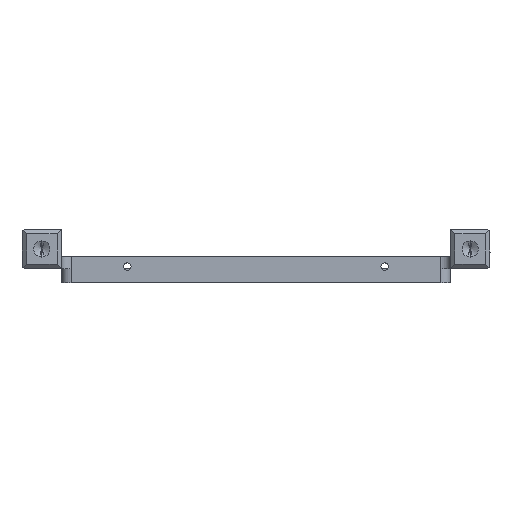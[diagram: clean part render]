
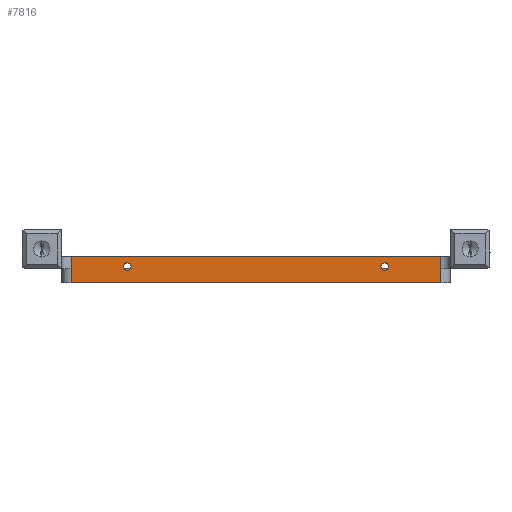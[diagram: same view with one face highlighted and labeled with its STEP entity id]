
A CAD part, front view. The second image highlights one B-rep face of the part: STEP entity #7816.
In plain terms, the highlighted planar face has unit normal (0, -1, 0).
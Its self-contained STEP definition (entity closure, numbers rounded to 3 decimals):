
#118 = CARTESIAN_POINT ( 'NONE',  ( -27.5, -49.75, -0.3 ) ) ;
#732 = DIRECTION ( 'NONE',  ( -1., 0., 0. ) ) ;
#1040 = VECTOR ( 'NONE', #27133, 1000. ) ;
#1052 = AXIS2_PLACEMENT_3D ( 'NONE', #9568, #22741, #35894 ) ;
#1401 = CARTESIAN_POINT ( 'NONE',  ( 0., -49.75, 2.6 ) ) ;
#1473 = CARTESIAN_POINT ( 'NONE',  ( 27.5, -49.75, -0.3 ) ) ;
#2483 = ORIENTED_EDGE ( 'NONE', *, *, #33788, .F. ) ;
#3102 = VECTOR ( 'NONE', #28966, 1000. ) ;
#3543 = CARTESIAN_POINT ( 'NONE',  ( 0., -49.75, -3. ) ) ;
#4029 = VERTEX_POINT ( 'NONE', #25335 ) ;
#4048 = CARTESIAN_POINT ( 'NONE',  ( -39.5, -49.75, -3. ) ) ;
#4629 = FACE_OUTER_BOUND ( 'NONE', #8165, .T. ) ;
#4656 = AXIS2_PLACEMENT_3D ( 'NONE', #10032, #36364, #17156 ) ;
#5031 = FACE_BOUND ( 'NONE', #12941, .T. ) ;
#5832 = CIRCLE ( 'NONE', #1052, 0.8 ) ;
#5988 = EDGE_LOOP ( 'NONE', ( #10615, #17530 ) ) ;
#6403 = VERTEX_POINT ( 'NONE', #4048 ) ;
#6531 = CIRCLE ( 'NONE', #30620, 0.8 ) ;
#6668 = CARTESIAN_POINT ( 'NONE',  ( 0., -49.75, 2.6 ) ) ;
#7419 = ORIENTED_EDGE ( 'NONE', *, *, #23865, .T. ) ;
#7585 = DIRECTION ( 'NONE',  ( 0., 0., 1. ) ) ;
#7816 = ADVANCED_FACE ( 'NONE', ( #5031, #30927, #4629 ), #17795, .T. ) ;
#8165 = EDGE_LOOP ( 'NONE', ( #15311, #10431, #2483, #40990, #7419, #29492 ) ) ;
#8465 = LINE ( 'NONE', #27280, #37746 ) ;
#8912 = AXIS2_PLACEMENT_3D ( 'NONE', #28243, #28037, #25026 ) ;
#9010 = VECTOR ( 'NONE', #7585, 1000. ) ;
#9568 = CARTESIAN_POINT ( 'NONE',  ( -27.5, -49.75, 0.5 ) ) ;
#9914 = CARTESIAN_POINT ( 'NONE',  ( -39.5, -49.75, 2.6 ) ) ;
#10032 = CARTESIAN_POINT ( 'NONE',  ( -27.5, -49.75, 0.5 ) ) ;
#10431 = ORIENTED_EDGE ( 'NONE', *, *, #42444, .T. ) ;
#10615 = ORIENTED_EDGE ( 'NONE', *, *, #30735, .F. ) ;
#11220 = DIRECTION ( 'NONE',  ( 0., -1., 0. ) ) ;
#11298 = DIRECTION ( 'NONE',  ( 0., 0., -1. ) ) ;
#12189 = CARTESIAN_POINT ( 'NONE',  ( -27.5, -49.75, 1.3 ) ) ;
#12941 = EDGE_LOOP ( 'NONE', ( #23798, #33542 ) ) ;
#13402 = EDGE_CURVE ( 'NONE', #30110, #23196, #13987, .T. ) ;
#13469 = CARTESIAN_POINT ( 'NONE',  ( 39.5, -49.75, 0. ) ) ;
#13987 = LINE ( 'NONE', #6668, #1040 ) ;
#15311 = ORIENTED_EDGE ( 'NONE', *, *, #13402, .T. ) ;
#15615 = VERTEX_POINT ( 'NONE', #30051 ) ;
#17156 = DIRECTION ( 'NONE',  ( 0., 0., -1. ) ) ;
#17530 = ORIENTED_EDGE ( 'NONE', *, *, #18993, .F. ) ;
#17795 = PLANE ( 'NONE',  #27506 ) ;
#18993 = EDGE_CURVE ( 'NONE', #4029, #36498, #29590, .T. ) ;
#21034 = DIRECTION ( 'NONE',  ( 0., -1., 0. ) ) ;
#22741 = DIRECTION ( 'NONE',  ( 0., -1., 0. ) ) ;
#23196 = VERTEX_POINT ( 'NONE', #9914 ) ;
#23798 = ORIENTED_EDGE ( 'NONE', *, *, #41321, .F. ) ;
#23865 = EDGE_CURVE ( 'NONE', #15615, #36136, #36949, .T. ) ;
#25026 = DIRECTION ( 'NONE',  ( 0., 0., -1. ) ) ;
#25335 = CARTESIAN_POINT ( 'NONE',  ( 27.5, -49.75, 1.3 ) ) ;
#27133 = DIRECTION ( 'NONE',  ( -1., 0., 0. ) ) ;
#27280 = CARTESIAN_POINT ( 'NONE',  ( -39.5, -49.75, 0. ) ) ;
#27487 = DIRECTION ( 'NONE',  ( 1., 0., 0. ) ) ;
#27506 = AXIS2_PLACEMENT_3D ( 'NONE', #1401, #21034, #27487 ) ;
#28037 = DIRECTION ( 'NONE',  ( 0., -1., 0. ) ) ;
#28243 = CARTESIAN_POINT ( 'NONE',  ( 27.5, -49.75, 0.5 ) ) ;
#28469 = VERTEX_POINT ( 'NONE', #12189 ) ;
#28966 = DIRECTION ( 'NONE',  ( 0., 0., 1. ) ) ;
#29249 = CARTESIAN_POINT ( 'NONE',  ( -39.5, -49.75, 0. ) ) ;
#29492 = ORIENTED_EDGE ( 'NONE', *, *, #29869, .T. ) ;
#29590 = CIRCLE ( 'NONE', #8912, 0.8 ) ;
#29869 = EDGE_CURVE ( 'NONE', #36136, #30110, #38318, .T. ) ;
#30051 = CARTESIAN_POINT ( 'NONE',  ( 39.5, -49.75, -3. ) ) ;
#30110 = VERTEX_POINT ( 'NONE', #38894 ) ;
#30620 = AXIS2_PLACEMENT_3D ( 'NONE', #34087, #11220, #40973 ) ;
#30735 = EDGE_CURVE ( 'NONE', #36498, #4029, #6531, .T. ) ;
#30927 = FACE_BOUND ( 'NONE', #5988, .T. ) ;
#31114 = EDGE_CURVE ( 'NONE', #15615, #6403, #33087, .T. ) ;
#31812 = CARTESIAN_POINT ( 'NONE',  ( 39.5, -49.75, 2.6 ) ) ;
#32927 = VERTEX_POINT ( 'NONE', #118 ) ;
#33087 = LINE ( 'NONE', #3543, #34777 ) ;
#33542 = ORIENTED_EDGE ( 'NONE', *, *, #33980, .F. ) ;
#33686 = CARTESIAN_POINT ( 'NONE',  ( 39.5, -49.75, -3. ) ) ;
#33788 = EDGE_CURVE ( 'NONE', #6403, #35867, #38464, .T. ) ;
#33980 = EDGE_CURVE ( 'NONE', #28469, #32927, #5832, .T. ) ;
#34087 = CARTESIAN_POINT ( 'NONE',  ( 27.5, -49.75, 0.5 ) ) ;
#34777 = VECTOR ( 'NONE', #732, 1000. ) ;
#34945 = CIRCLE ( 'NONE', #4656, 0.8 ) ;
#35512 = DIRECTION ( 'NONE',  ( 0., 0., 1. ) ) ;
#35867 = VERTEX_POINT ( 'NONE', #29249 ) ;
#35894 = DIRECTION ( 'NONE',  ( 0., 0., -1. ) ) ;
#36128 = VECTOR ( 'NONE', #35512, 1000. ) ;
#36136 = VERTEX_POINT ( 'NONE', #13469 ) ;
#36364 = DIRECTION ( 'NONE',  ( 0., -1., 0. ) ) ;
#36498 = VERTEX_POINT ( 'NONE', #1473 ) ;
#36949 = LINE ( 'NONE', #33686, #9010 ) ;
#37746 = VECTOR ( 'NONE', #11298, 1000. ) ;
#38318 = LINE ( 'NONE', #31812, #36128 ) ;
#38464 = LINE ( 'NONE', #41266, #3102 ) ;
#38894 = CARTESIAN_POINT ( 'NONE',  ( 39.5, -49.75, 2.6 ) ) ;
#40973 = DIRECTION ( 'NONE',  ( 0., 0., -1. ) ) ;
#40990 = ORIENTED_EDGE ( 'NONE', *, *, #31114, .F. ) ;
#41266 = CARTESIAN_POINT ( 'NONE',  ( -39.5, -49.75, -3. ) ) ;
#41321 = EDGE_CURVE ( 'NONE', #32927, #28469, #34945, .T. ) ;
#42444 = EDGE_CURVE ( 'NONE', #23196, #35867, #8465, .T. ) ;
